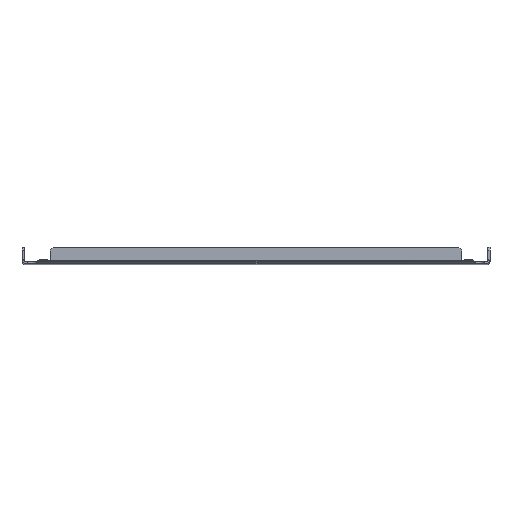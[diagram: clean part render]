
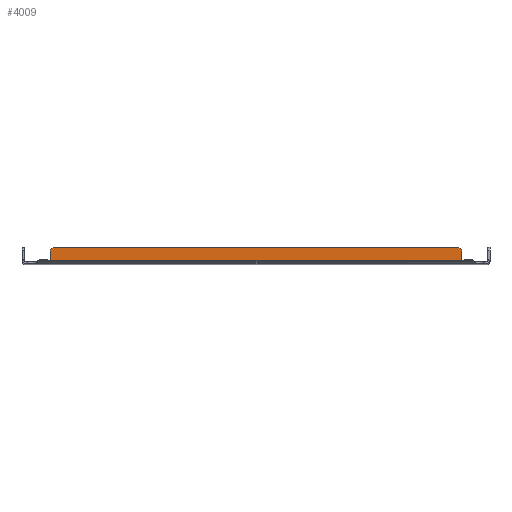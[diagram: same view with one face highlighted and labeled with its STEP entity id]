
A CAD part, top view. The second image highlights one B-rep face of the part: STEP entity #4009.
In plain terms, the highlighted planar face has unit normal (0, 0, 1).
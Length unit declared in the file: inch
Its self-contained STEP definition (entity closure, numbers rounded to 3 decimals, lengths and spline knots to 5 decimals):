
#80 = LINE ( 'NONE', #199, #4185 ) ;
#165 = LINE ( 'NONE', #3618, #6644 ) ;
#199 = CARTESIAN_POINT ( 'NONE',  ( 10.37525, 0.143, 20.085 ) ) ;
#255 = LINE ( 'NONE', #1785, #3247 ) ;
#580 = VECTOR ( 'NONE', #6195, 39.37008 ) ;
#663 = DIRECTION ( 'NONE',  ( 0., -1., 0. ) ) ;
#698 = ORIENTED_EDGE ( 'NONE', *, *, #5785, .F. ) ;
#1032 = DIRECTION ( 'NONE',  ( 0., 0., -1. ) ) ;
#1116 = EDGE_LOOP ( 'NONE', ( #2842, #1214, #3199, #6211, #698, #5114, #2282, #6915 ) ) ;
#1203 = DIRECTION ( 'NONE',  ( 0., 1., 0. ) ) ;
#1214 = ORIENTED_EDGE ( 'NONE', *, *, #4057, .T. ) ;
#1314 = CARTESIAN_POINT ( 'NONE',  ( 9.615, 0.75, 20.085 ) ) ;
#1322 = DIRECTION ( 'NONE',  ( 0., 0., -1. ) ) ;
#1366 = CARTESIAN_POINT ( 'NONE',  ( -9.74, 0.75, 20.085 ) ) ;
#1375 = CARTESIAN_POINT ( 'NONE',  ( -9.74, 0.171, 20.085 ) ) ;
#1570 = VECTOR ( 'NONE', #4939, 39.37008 ) ;
#1765 = LINE ( 'NONE', #7632, #6268 ) ;
#1785 = CARTESIAN_POINT ( 'NONE',  ( 9.74, 0.75, 20.085 ) ) ;
#2032 = CARTESIAN_POINT ( 'NONE',  ( 9.74, 0.625, 20.085 ) ) ;
#2282 = ORIENTED_EDGE ( 'NONE', *, *, #6503, .F. ) ;
#2333 = AXIS2_PLACEMENT_3D ( 'NONE', #3439, #1032, #7078 ) ;
#2536 = DIRECTION ( 'NONE',  ( 0., 1., 0. ) ) ;
#2842 = ORIENTED_EDGE ( 'NONE', *, *, #3312, .F. ) ;
#2852 = VERTEX_POINT ( 'NONE', #4334 ) ;
#3089 = CARTESIAN_POINT ( 'NONE',  ( -9.74656, 0.143, 20.085 ) ) ;
#3199 = ORIENTED_EDGE ( 'NONE', *, *, #3712, .F. ) ;
#3209 = DIRECTION ( 'NONE',  ( -1., 0., 0. ) ) ;
#3247 = VECTOR ( 'NONE', #663, 39.37008 ) ;
#3312 = EDGE_CURVE ( 'NONE', #2852, #6216, #80, .T. ) ;
#3439 = CARTESIAN_POINT ( 'NONE',  ( -11.664, 0.75, 20.085 ) ) ;
#3510 = DIRECTION ( 'NONE',  ( 0., 0., -1. ) ) ;
#3618 = CARTESIAN_POINT ( 'NONE',  ( -11.664, 0.75, 20.085 ) ) ;
#3620 = CARTESIAN_POINT ( 'NONE',  ( 9.74, 0.171, 20.085 ) ) ;
#3644 = EDGE_CURVE ( 'NONE', #4171, #7086, #1765, .T. ) ;
#3712 = EDGE_CURVE ( 'NONE', #4408, #7148, #255, .T. ) ;
#3715 = LINE ( 'NONE', #4419, #580 ) ;
#4009 = ADVANCED_FACE ( 'NONE', ( #6544 ), #6946, .F. ) ;
#4057 = EDGE_CURVE ( 'NONE', #2852, #7148, #5530, .T. ) ;
#4171 = VERTEX_POINT ( 'NONE', #5323 ) ;
#4185 = VECTOR ( 'NONE', #3209, 39.37008 ) ;
#4228 = DIRECTION ( 'NONE',  ( 1., 0., 0. ) ) ;
#4266 = CIRCLE ( 'NONE', #5734, 0.063 ) ;
#4334 = CARTESIAN_POINT ( 'NONE',  ( 9.74656, 0.143, 20.085 ) ) ;
#4408 = VERTEX_POINT ( 'NONE', #2032 ) ;
#4419 = CARTESIAN_POINT ( 'NONE',  ( 9.615, 0.75, 20.085 ) ) ;
#4878 = LINE ( 'NONE', #1366, #1570 ) ;
#4939 = DIRECTION ( 'NONE',  ( 0., 1., 0. ) ) ;
#4951 = CARTESIAN_POINT ( 'NONE',  ( -9.803, 0.171, 20.085 ) ) ;
#5114 = ORIENTED_EDGE ( 'NONE', *, *, #3644, .F. ) ;
#5232 = EDGE_CURVE ( 'NONE', #6337, #4408, #3715, .T. ) ;
#5284 = DIRECTION ( 'NONE',  ( 0.707, 0.707, 0. ) ) ;
#5323 = CARTESIAN_POINT ( 'NONE',  ( -9.74, 0.625, 20.085 ) ) ;
#5402 = CARTESIAN_POINT ( 'NONE',  ( -9.615, 0.75, 20.085 ) ) ;
#5530 = CIRCLE ( 'NONE', #6302, 0.063 ) ;
#5734 = AXIS2_PLACEMENT_3D ( 'NONE', #4951, #1322, #2536 ) ;
#5785 = EDGE_CURVE ( 'NONE', #7086, #6337, #165, .T. ) ;
#5847 = CARTESIAN_POINT ( 'NONE',  ( 9.803, 0.171, 20.085 ) ) ;
#5919 = VERTEX_POINT ( 'NONE', #1375 ) ;
#5964 = EDGE_CURVE ( 'NONE', #5919, #6216, #4266, .T. ) ;
#6195 = DIRECTION ( 'NONE',  ( 0.707, -0.707, 0. ) ) ;
#6211 = ORIENTED_EDGE ( 'NONE', *, *, #5232, .F. ) ;
#6216 = VERTEX_POINT ( 'NONE', #3089 ) ;
#6268 = VECTOR ( 'NONE', #5284, 39.37008 ) ;
#6302 = AXIS2_PLACEMENT_3D ( 'NONE', #5847, #3510, #1203 ) ;
#6337 = VERTEX_POINT ( 'NONE', #1314 ) ;
#6503 = EDGE_CURVE ( 'NONE', #5919, #4171, #4878, .T. ) ;
#6544 = FACE_OUTER_BOUND ( 'NONE', #1116, .T. ) ;
#6644 = VECTOR ( 'NONE', #4228, 39.37008 ) ;
#6915 = ORIENTED_EDGE ( 'NONE', *, *, #5964, .T. ) ;
#6946 = PLANE ( 'NONE',  #2333 ) ;
#7078 = DIRECTION ( 'NONE',  ( 0., 1., 0. ) ) ;
#7086 = VERTEX_POINT ( 'NONE', #5402 ) ;
#7148 = VERTEX_POINT ( 'NONE', #3620 ) ;
#7632 = CARTESIAN_POINT ( 'NONE',  ( -9.74, 0.625, 20.085 ) ) ;
